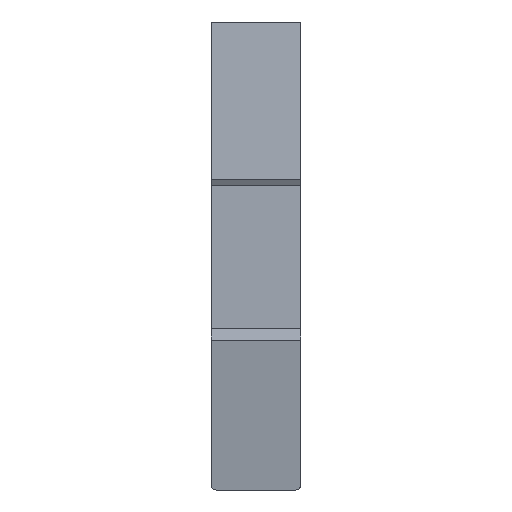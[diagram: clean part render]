
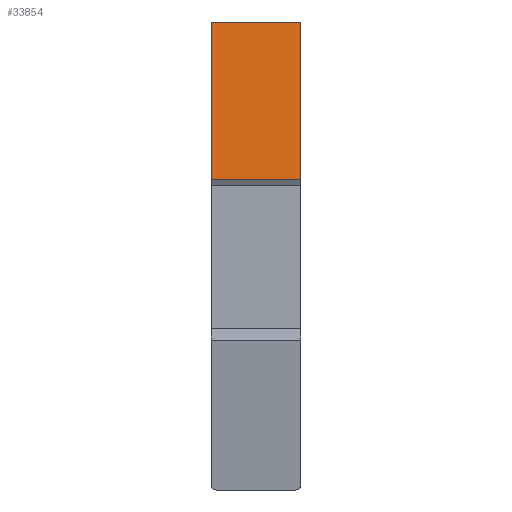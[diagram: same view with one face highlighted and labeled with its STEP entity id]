
A CAD part, front view. The second image highlights one B-rep face of the part: STEP entity #33854.
In plain terms, the highlighted planar face has unit normal (0, -0.997, 0.072).
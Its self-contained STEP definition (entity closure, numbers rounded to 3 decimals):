
#821 = VECTOR ( 'NONE', #36728, 1000. ) ;
#1503 = VECTOR ( 'NONE', #12765, 1000. ) ;
#5399 = FACE_OUTER_BOUND ( 'NONE', #5555, .T. ) ;
#5555 = EDGE_LOOP ( 'NONE', ( #7217, #32875, #10475, #14175 ) ) ;
#5998 = EDGE_CURVE ( 'NONE', #29727, #29896, #24594, .T. ) ;
#6161 = EDGE_CURVE ( 'NONE', #6377, #30496, #14941, .T. ) ;
#6377 = VERTEX_POINT ( 'NONE', #20002 ) ;
#6404 = CARTESIAN_POINT ( 'NONE',  ( 17.5, -36.7, 16.64 ) ) ;
#6470 = CARTESIAN_POINT ( 'NONE',  ( 17.5, -36.7, 16.64 ) ) ;
#6889 = DIRECTION ( 'NONE',  ( 1., 0., 0. ) ) ;
#7217 = ORIENTED_EDGE ( 'NONE', *, *, #5998, .F. ) ;
#10475 = ORIENTED_EDGE ( 'NONE', *, *, #6161, .T. ) ;
#12765 = DIRECTION ( 'NONE',  ( 0., -0.072, -0.997 ) ) ;
#14175 = ORIENTED_EDGE ( 'NONE', *, *, #16494, .F. ) ;
#14941 = LINE ( 'NONE', #23798, #23687 ) ;
#16494 = EDGE_CURVE ( 'NONE', #29896, #30496, #21625, .T. ) ;
#17618 = CARTESIAN_POINT ( 'NONE',  ( 17.5, -34.5, 47.283 ) ) ;
#17899 = DIRECTION ( 'NONE',  ( 1., 0., 0. ) ) ;
#18259 = CARTESIAN_POINT ( 'NONE',  ( 0., -36.7, 16.64 ) ) ;
#20002 = CARTESIAN_POINT ( 'NONE',  ( 0., -36.7, 16.64 ) ) ;
#20956 = PLANE ( 'NONE',  #34768 ) ;
#21451 = CARTESIAN_POINT ( 'NONE',  ( -33.326, -34.5, 47.283 ) ) ;
#21625 = LINE ( 'NONE', #6470, #1503 ) ;
#23687 = VECTOR ( 'NONE', #17899, 1000. ) ;
#23798 = CARTESIAN_POINT ( 'NONE',  ( -33.326, -36.7, 16.64 ) ) ;
#24079 = DIRECTION ( 'NONE',  ( 0., -0.997, 0.072 ) ) ;
#24594 = LINE ( 'NONE', #21451, #34519 ) ;
#26474 = CARTESIAN_POINT ( 'NONE',  ( -33.326, -36.7, 16.64 ) ) ;
#28682 = EDGE_CURVE ( 'NONE', #29727, #6377, #36531, .T. ) ;
#29594 = DIRECTION ( 'NONE',  ( 0., -0.072, -0.997 ) ) ;
#29727 = VERTEX_POINT ( 'NONE', #37279 ) ;
#29896 = VERTEX_POINT ( 'NONE', #17618 ) ;
#30496 = VERTEX_POINT ( 'NONE', #6404 ) ;
#32875 = ORIENTED_EDGE ( 'NONE', *, *, #28682, .T. ) ;
#33854 = ADVANCED_FACE ( 'NONE', ( #5399 ), #20956, .T. ) ;
#34519 = VECTOR ( 'NONE', #6889, 1000. ) ;
#34768 = AXIS2_PLACEMENT_3D ( 'NONE', #26474, #24079, #29594 ) ;
#36531 = LINE ( 'NONE', #18259, #821 ) ;
#36728 = DIRECTION ( 'NONE',  ( 0., -0.072, -0.997 ) ) ;
#37279 = CARTESIAN_POINT ( 'NONE',  ( 0., -34.5, 47.283 ) ) ;
